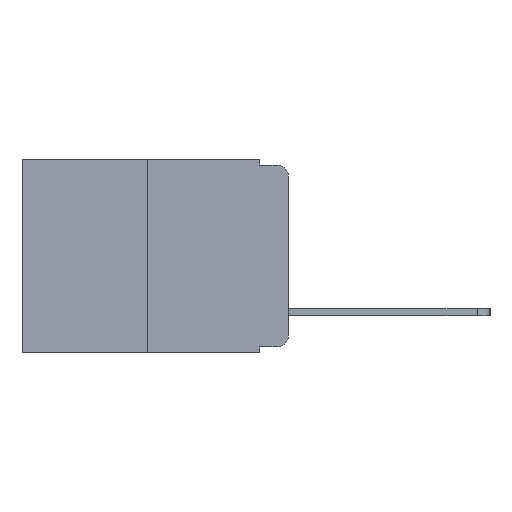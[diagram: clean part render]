
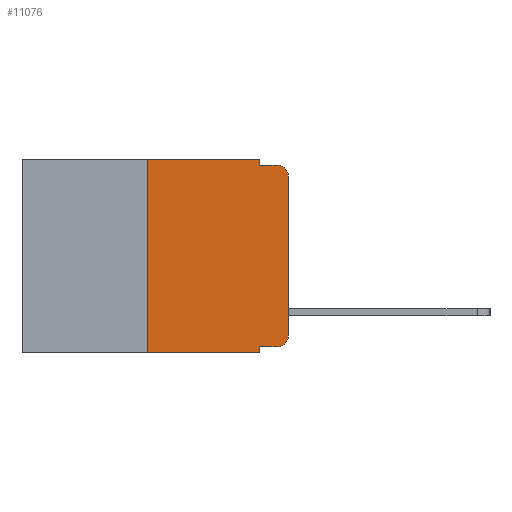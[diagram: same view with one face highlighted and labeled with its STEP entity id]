
A CAD part, left-side view. The second image highlights one B-rep face of the part: STEP entity #11076.
In plain terms, the highlighted planar face has unit normal (-1, 0, 0).
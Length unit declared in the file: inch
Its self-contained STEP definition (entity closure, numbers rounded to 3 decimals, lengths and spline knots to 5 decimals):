
#88 = VERTEX_POINT ( 'NONE', #3434 ) ;
#272 = LINE ( 'NONE', #7688, #5165 ) ;
#322 = EDGE_CURVE ( 'NONE', #4556, #12723, #272, .T. ) ;
#715 = CARTESIAN_POINT ( 'NONE',  ( 0., 0.473, -0.343 ) ) ;
#742 = LINE ( 'NONE', #10780, #6159 ) ;
#1204 = LINE ( 'NONE', #4387, #6555 ) ;
#1407 = EDGE_LOOP ( 'NONE', ( #10215, #10203, #9974, #10255, #10580, #10556, #10708, #10697, #10428, #10405 ) ) ;
#1536 = FACE_OUTER_BOUND ( 'NONE', #1407, .T. ) ;
#1604 = DIRECTION ( 'NONE',  ( -1., 0., 0. ) ) ;
#1952 = CARTESIAN_POINT ( 'NONE',  ( 0., 0.25, 0. ) ) ;
#2196 = VERTEX_POINT ( 'NONE', #10097 ) ;
#2409 = VECTOR ( 'NONE', #13368, 39.37008 ) ;
#2435 = VECTOR ( 'NONE', #6194, 39.37008 ) ;
#3266 = VECTOR ( 'NONE', #8234, 39.37008 ) ;
#3342 = VECTOR ( 'NONE', #9222, 39.37008 ) ;
#3434 = CARTESIAN_POINT ( 'NONE',  ( 0., 0.02, -0.01 ) ) ;
#3505 = PLANE ( 'NONE',  #5662 ) ;
#3695 = CARTESIAN_POINT ( 'NONE',  ( 0., 0., -0.313 ) ) ;
#3771 = CARTESIAN_POINT ( 'NONE',  ( 0., 0.25, 0. ) ) ;
#4302 = CARTESIAN_POINT ( 'NONE',  ( 0., 0.051, -0.333 ) ) ;
#4372 = EDGE_CURVE ( 'NONE', #7182, #2196, #5217, .T. ) ;
#4387 = CARTESIAN_POINT ( 'NONE',  ( 0., 0.051, -0.01 ) ) ;
#4556 = VERTEX_POINT ( 'NONE', #4302 ) ;
#4565 = DIRECTION ( 'NONE',  ( 1., 0., 0. ) ) ;
#4708 = DIRECTION ( 'NONE',  ( -1., 0., 0. ) ) ;
#4774 = VECTOR ( 'NONE', #9507, 39.37008 ) ;
#4790 = EDGE_CURVE ( 'NONE', #4556, #7844, #742, .T. ) ;
#4873 = VERTEX_POINT ( 'NONE', #3695 ) ;
#5006 = VERTEX_POINT ( 'NONE', #12794 ) ;
#5021 = VERTEX_POINT ( 'NONE', #3771 ) ;
#5165 = VECTOR ( 'NONE', #11115, 39.37008 ) ;
#5217 = LINE ( 'NONE', #11247, #2435 ) ;
#5422 = EDGE_CURVE ( 'NONE', #4873, #5006, #13143, .T. ) ;
#5432 = DIRECTION ( 'NONE',  ( 0., -1., 0. ) ) ;
#5613 = CARTESIAN_POINT ( 'NONE',  ( 0., 0.25, -0.343 ) ) ;
#5662 = AXIS2_PLACEMENT_3D ( 'NONE', #10690, #4565, #11653 ) ;
#5697 = EDGE_CURVE ( 'NONE', #12723, #4873, #10454, .T. ) ;
#6092 = LINE ( 'NONE', #715, #3342 ) ;
#6159 = VECTOR ( 'NONE', #7751, 39.37008 ) ;
#6194 = DIRECTION ( 'NONE',  ( 0., 0., -1. ) ) ;
#6427 = CARTESIAN_POINT ( 'NONE',  ( 0., 0.473, 0. ) ) ;
#6442 = CARTESIAN_POINT ( 'NONE',  ( 0., 0., 0. ) ) ;
#6555 = VECTOR ( 'NONE', #5432, 39.37008 ) ;
#7042 = CARTESIAN_POINT ( 'NONE',  ( 0., 0.051, -0.343 ) ) ;
#7182 = VERTEX_POINT ( 'NONE', #8248 ) ;
#7185 = EDGE_CURVE ( 'NONE', #8882, #7844, #6092, .T. ) ;
#7226 = AXIS2_PLACEMENT_3D ( 'NONE', #7945, #1604, #8906 ) ;
#7417 = CARTESIAN_POINT ( 'NONE',  ( 0., 0.02, -0.333 ) ) ;
#7688 = CARTESIAN_POINT ( 'NONE',  ( 0., 0.051, -0.333 ) ) ;
#7751 = DIRECTION ( 'NONE',  ( 0., 0., -1. ) ) ;
#7844 = VERTEX_POINT ( 'NONE', #7042 ) ;
#7945 = CARTESIAN_POINT ( 'NONE',  ( 0., 0.02, -0.313 ) ) ;
#8234 = DIRECTION ( 'NONE',  ( 0., 0., 1. ) ) ;
#8248 = CARTESIAN_POINT ( 'NONE',  ( 0., 0.051, 0. ) ) ;
#8773 = EDGE_CURVE ( 'NONE', #5021, #7182, #12173, .T. ) ;
#8776 = EDGE_CURVE ( 'NONE', #2196, #88, #1204, .T. ) ;
#8882 = VERTEX_POINT ( 'NONE', #5613 ) ;
#8906 = DIRECTION ( 'NONE',  ( 0., 0., -1. ) ) ;
#9222 = DIRECTION ( 'NONE',  ( 0., -1., 0. ) ) ;
#9507 = DIRECTION ( 'NONE',  ( 0., -1., 0. ) ) ;
#9805 = CIRCLE ( 'NONE', #11196, 0.02 ) ;
#9974 = ORIENTED_EDGE ( 'NONE', *, *, #8776, .F. ) ;
#10097 = CARTESIAN_POINT ( 'NONE',  ( 0., 0.051, -0.01 ) ) ;
#10203 = ORIENTED_EDGE ( 'NONE', *, *, #12972, .T. ) ;
#10215 = ORIENTED_EDGE ( 'NONE', *, *, #5422, .T. ) ;
#10255 = ORIENTED_EDGE ( 'NONE', *, *, #4372, .F. ) ;
#10405 = ORIENTED_EDGE ( 'NONE', *, *, #5697, .T. ) ;
#10428 = ORIENTED_EDGE ( 'NONE', *, *, #322, .T. ) ;
#10454 = CIRCLE ( 'NONE', #7226, 0.02 ) ;
#10556 = ORIENTED_EDGE ( 'NONE', *, *, #10737, .F. ) ;
#10580 = ORIENTED_EDGE ( 'NONE', *, *, #8773, .F. ) ;
#10690 = CARTESIAN_POINT ( 'NONE',  ( 0., 0.473, 0. ) ) ;
#10697 = ORIENTED_EDGE ( 'NONE', *, *, #4790, .F. ) ;
#10708 = ORIENTED_EDGE ( 'NONE', *, *, #7185, .T. ) ;
#10737 = EDGE_CURVE ( 'NONE', #8882, #5021, #11396, .T. ) ;
#10780 = CARTESIAN_POINT ( 'NONE',  ( 0., 0.051, 0. ) ) ;
#10817 = CARTESIAN_POINT ( 'NONE',  ( 0., 0.02, -0.03 ) ) ;
#11076 = ADVANCED_FACE ( 'NONE', ( #1536 ), #3505, .F. ) ;
#11115 = DIRECTION ( 'NONE',  ( 0., -1., 0. ) ) ;
#11196 = AXIS2_PLACEMENT_3D ( 'NONE', #10817, #4708, #11781 ) ;
#11247 = CARTESIAN_POINT ( 'NONE',  ( 0., 0.051, 0. ) ) ;
#11396 = LINE ( 'NONE', #1952, #3266 ) ;
#11653 = DIRECTION ( 'NONE',  ( 0., 0., -1. ) ) ;
#11781 = DIRECTION ( 'NONE',  ( 0., 0., -1. ) ) ;
#12173 = LINE ( 'NONE', #6427, #4774 ) ;
#12723 = VERTEX_POINT ( 'NONE', #7417 ) ;
#12794 = CARTESIAN_POINT ( 'NONE',  ( 0., 0., -0.03 ) ) ;
#12972 = EDGE_CURVE ( 'NONE', #5006, #88, #9805, .T. ) ;
#13143 = LINE ( 'NONE', #6442, #2409 ) ;
#13368 = DIRECTION ( 'NONE',  ( 0., 0., 1. ) ) ;
